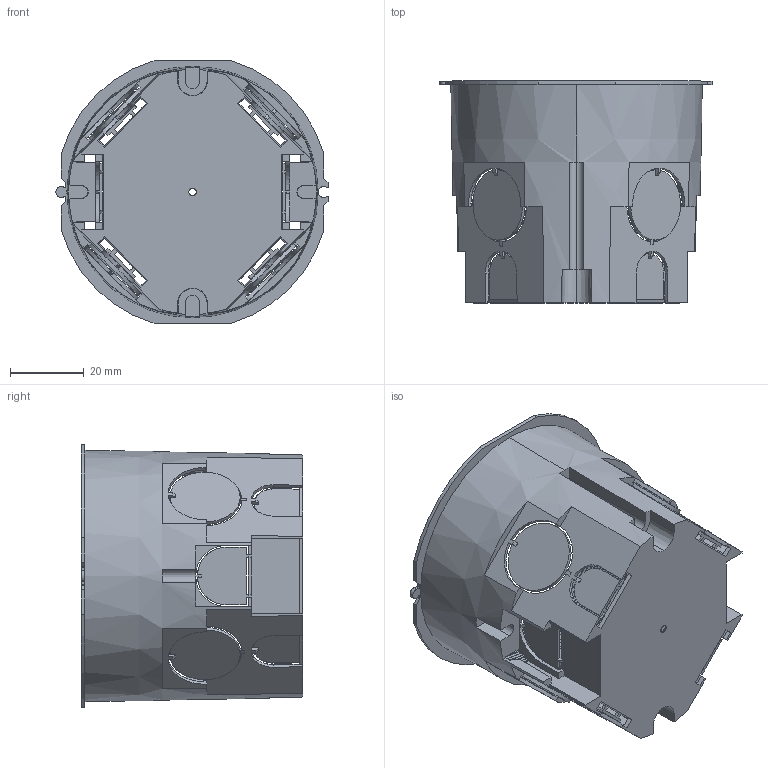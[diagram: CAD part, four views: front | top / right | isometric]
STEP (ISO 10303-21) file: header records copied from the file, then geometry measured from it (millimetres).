
FILE_DESCRIPTION (( 'STEP AP203' ), '1' );
FILE_NAME ('Ñ3M4.STEP', '2021-11-20T14:29:27', ( 'I54570' ), ( '' ), 'SwSTEP 2.0', 'SolidWorks 2014', '' );
FILE_SCHEMA (( 'CONFIG_CONTROL_DESIGN' ));
Length unit declared in the file: millimetre
Products named in the file (1): ﾑ3M4
Bounding box: 73.7 x 60 x 71 mm (x, y, z)
Volume: 18119.9 mm3; surface area: 36266.4 mm2
Topology: 1 solids, 1 shells, 723 faces, 2263 edges, 1483 vertices
Faces by surface type: plane 456, cone 188, cylinder 71, bspline 8
Entity records: 25768 total; most frequent: CARTESIAN_POINT 5978, ORIENTED_EDGE 4526, DIRECTION 3797, EDGE_CURVE 2263, VERTEX_POINT 1483, AXIS2_PLACEMENT_3D 1266, VECTOR 1265, LINE 1265
